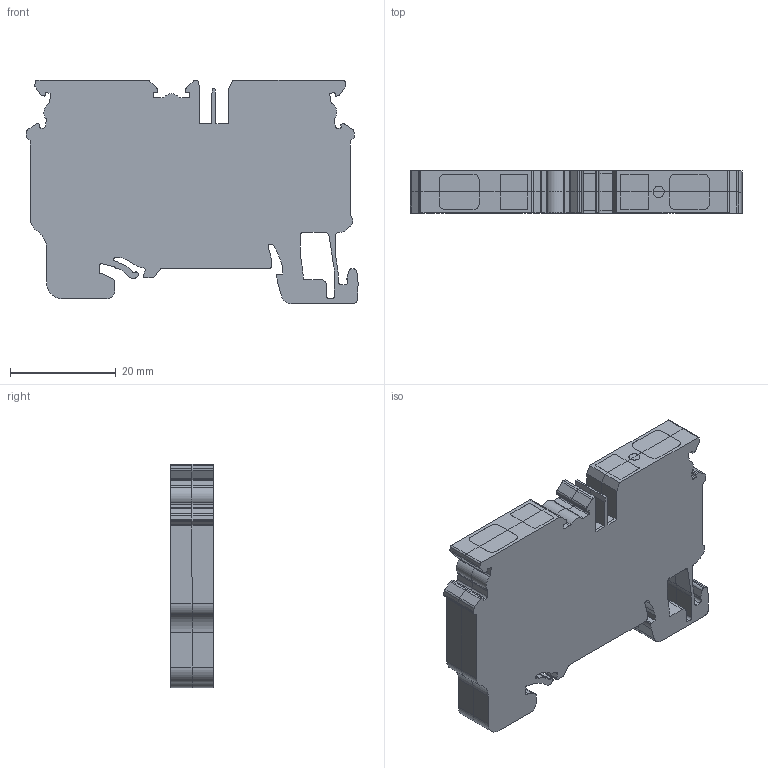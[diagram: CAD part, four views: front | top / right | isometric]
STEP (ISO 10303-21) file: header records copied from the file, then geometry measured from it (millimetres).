
FILE_DESCRIPTION (( 'STEP AP214' ), '1' );
FILE_NAME ('1CX6PE.STEP', '2024-11-20T07:23:33', ( '' ), ( '' ), 'SwSTEP 2.0', 'SolidWorks 2022', '' );
FILE_SCHEMA (( 'AUTOMOTIVE_DESIGN' ));
Length unit declared in the file: millimetre
Products named in the file (1): 1CX6PE
Bounding box: 62.75 x 8 x 42.2 mm (x, y, z)
Volume: 16806.4 mm3; surface area: 11108 mm2
Topology: 2 solids, 2 shells, 478 faces, 1422 edges, 948 vertices
Faces by surface type: plane 252, cylinder 226
Entity records: 16343 total; most frequent: CARTESIAN_POINT 2849, ORIENTED_EDGE 2844, DIRECTION 2832, EDGE_CURVE 1422, VECTOR 970, LINE 970, VERTEX_POINT 948, AXIS2_PLACEMENT_3D 931
